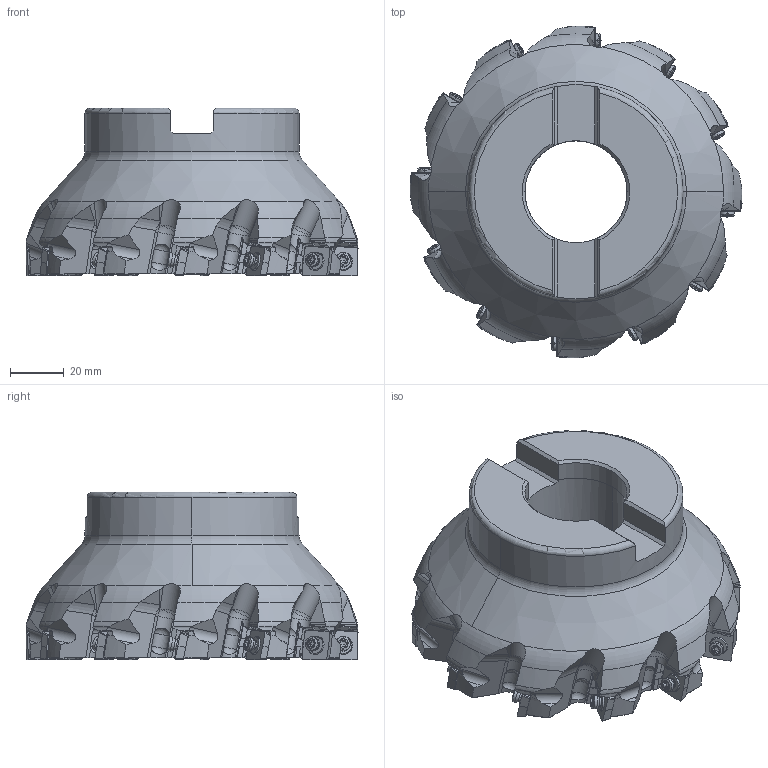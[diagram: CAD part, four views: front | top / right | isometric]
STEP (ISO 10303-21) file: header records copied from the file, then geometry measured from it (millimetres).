
FILE_DESCRIPTION(/* description */ (''),/* implementation_level */ '2;1');
FILE_NAME(/* name */ 'ASX400R0512E.stp',/* time_stamp */ '2021-09-08T11:41:57+09:00',/* author */ (''),/* organization */ (''),/* preprocessor_version */ 'ST-DEVELOPER v16',/* originating_system */ 'SIEMENS PLM Software NX 10.0',/* authorisation */ '');
FILE_SCHEMA (('AUTOMOTIVE_DESIGN { 1 0 10303 214 3 1 1 1 }'));
Products named in the file (1): ASX400R0512E_ASM
Bounding box: 124.05 x 124.05 x 62.72 mm (x, y, z)
Volume: 308989.3 mm3; surface area: 57329 mm2
Topology: 37 solids, 37 shells, 1804 faces, 5215 edges, 3552 vertices
Faces by surface type: plane 728, cylinder 610, cone 240, torus 94, sphere 60, extrusion 48, bspline 24
Entity records: 73896 total; most frequent: CARTESIAN_POINT 26347, ORIENTED_EDGE 10166, DIRECTION 9213, EDGE_CURVE 5083, AXIS2_PLACEMENT_3D 3496, VERTEX_POINT 3425, VECTOR 2221, LINE 2173
